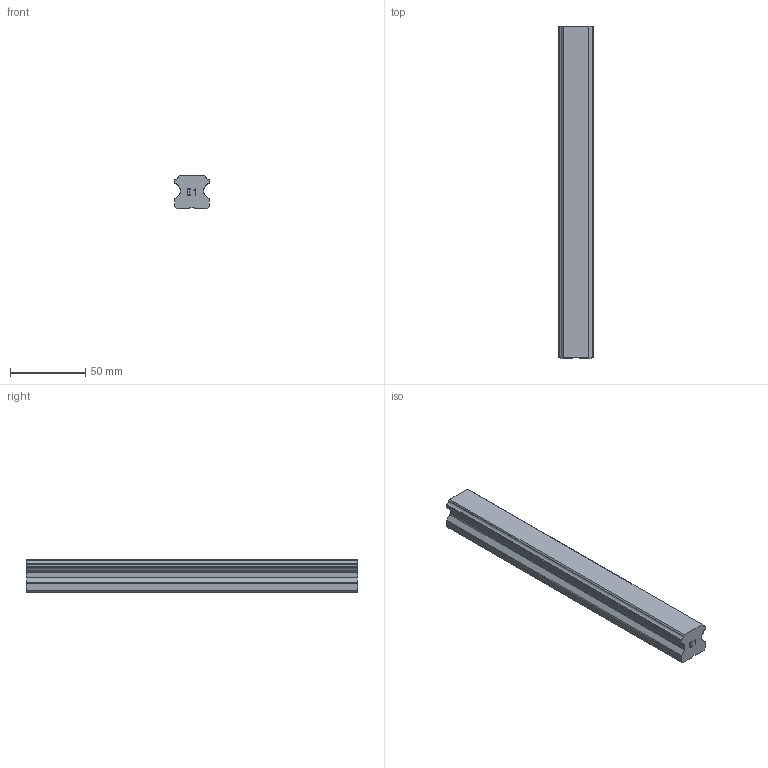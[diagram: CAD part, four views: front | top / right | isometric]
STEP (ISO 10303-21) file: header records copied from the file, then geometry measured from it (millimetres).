
FILE_DESCRIPTION(('STEP AP214'),'1');
FILE_NAME('cctmp_714EE375-13CA-404B-853B-F95F733F6AB8_2021_01_25_11_50_06_0259..stp','2021-01-25T10:50:06',('HIWIN GmbH'),('CADClick - www.CADClick.com'),'Spatial InterOp 3D',' ','unknown authorization');
FILE_SCHEMA(('AUTOMOTIVE_DESIGN'));
Length unit declared in the file: millimetre
Products named in the file (1): HGR25T220C_FILE
Bounding box: 23 x 220 x 22 mm (x, y, z)
Volume: 95031.7 mm3; surface area: 21761.7 mm2
Topology: 1 solids, 1 shells, 139 faces, 403 edges, 262 vertices
Faces by surface type: plane 101, cylinder 30, cone 8
Entity records: 5645 total; most frequent: CARTESIAN_POINT 797, ORIENTED_EDGE 790, DIRECTION 767, EDGE_CURVE 395, LINE 303, VECTOR 303, VERTEX_POINT 262, AXIS2_PLACEMENT_3D 232
